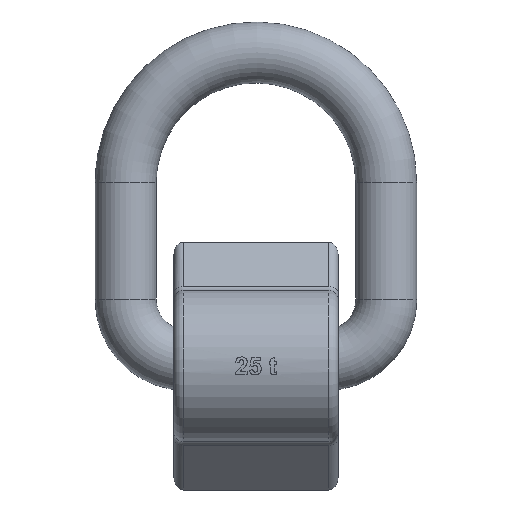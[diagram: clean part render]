
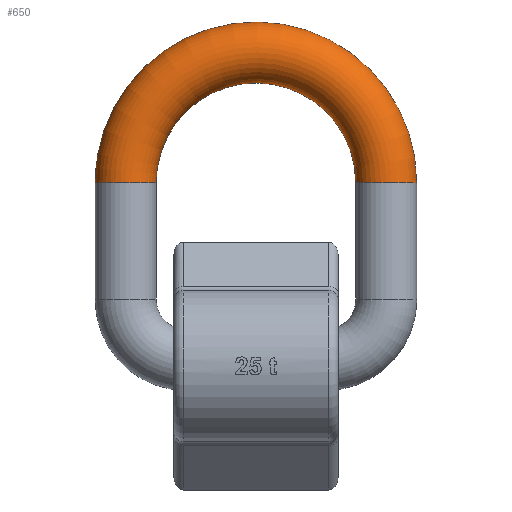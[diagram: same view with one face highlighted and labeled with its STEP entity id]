
A CAD part, top view. The second image highlights one B-rep face of the part: STEP entity #650.
In plain terms, the highlighted toroidal (fillet/blend) face has major radius 111 mm and minor radius 26 mm.
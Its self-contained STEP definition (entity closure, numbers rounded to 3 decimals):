
#405=TOROIDAL_SURFACE('',#1899,111.,26.);
#412=FACE_BOUND('',#835,.T.);
#413=FACE_BOUND('',#836,.T.);
#570=CIRCLE('',#1897,26.);
#571=CIRCLE('',#1898,26.);
#650=ADVANCED_FACE('',(#412,#413),#405,.T.);
#835=EDGE_LOOP('',(#1237));
#836=EDGE_LOOP('',(#1238));
#1237=ORIENTED_EDGE('',*,*,#1576,.F.);
#1238=ORIENTED_EDGE('',*,*,#1577,.T.);
#1375=VERTEX_POINT('',#3201);
#1376=VERTEX_POINT('',#3203);
#1576=EDGE_CURVE('',#1375,#1375,#570,.T.);
#1577=EDGE_CURVE('',#1376,#1376,#571,.T.);
#1897=AXIS2_PLACEMENT_3D('',#3200,#2250,#2251);
#1898=AXIS2_PLACEMENT_3D('',#3202,#2252,#2253);
#1899=AXIS2_PLACEMENT_3D('',#3204,#2254,#2255);
#2250=DIRECTION('',(0.,-1.,0.));
#2251=DIRECTION('',(-1.,0.,0.));
#2252=DIRECTION('',(0.,1.,0.));
#2253=DIRECTION('',(1.,0.,0.));
#2254=DIRECTION('',(0.,0.,1.));
#2255=DIRECTION('',(1.,0.,0.));
#3200=CARTESIAN_POINT('',(111.,156.25,-9.));
#3201=CARTESIAN_POINT('',(85.,156.25,-9.));
#3202=CARTESIAN_POINT('',(-111.,156.25,-9.));
#3203=CARTESIAN_POINT('',(-85.,156.25,-9.));
#3204=CARTESIAN_POINT('',(0.,156.25,-9.));
